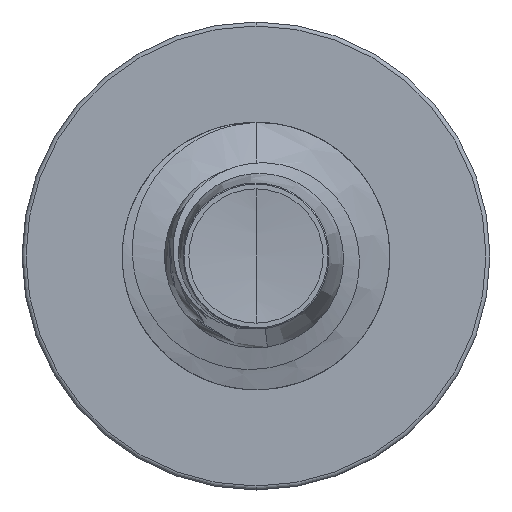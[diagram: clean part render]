
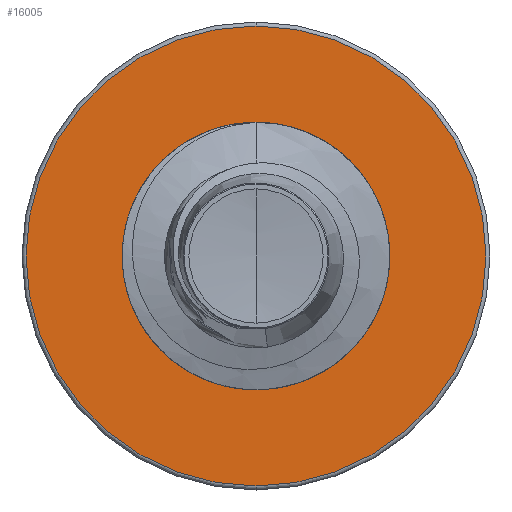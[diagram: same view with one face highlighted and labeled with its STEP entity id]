
A CAD part, front view. The second image highlights one B-rep face of the part: STEP entity #16005.
In plain terms, the highlighted planar face has unit normal (0, -1, 0).
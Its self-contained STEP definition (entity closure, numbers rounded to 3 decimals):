
#2515 = CARTESIAN_POINT ( 'NONE',  ( 0., 25., -3.44 ) ) ;
#3241 = CARTESIAN_POINT ( 'NONE',  ( 0., 25., -1.989 ) ) ;
#3308 = CARTESIAN_POINT ( 'NONE',  ( 0., 25., 1.989 ) ) ;
#4626 = DIRECTION ( 'NONE',  ( 0., 0., 1. ) ) ;
#4633 = DIRECTION ( 'NONE',  ( 0., 1., 0. ) ) ;
#4664 = CARTESIAN_POINT ( 'NONE',  ( 0., 25., 0. ) ) ;
#5858 = DIRECTION ( 'NONE',  ( 0., 0., 1. ) ) ;
#5882 = EDGE_LOOP ( 'NONE', ( #19271, #23819 ) ) ;
#5900 = DIRECTION ( 'NONE',  ( 0., 1., 0. ) ) ;
#5908 = CARTESIAN_POINT ( 'NONE',  ( 0., 25., 0. ) ) ;
#6604 = ORIENTED_EDGE ( 'NONE', *, *, #19376, .F. ) ;
#8287 = AXIS2_PLACEMENT_3D ( 'NONE', #4664, #4633, #4626 ) ;
#11299 = VERTEX_POINT ( 'NONE', #3241 ) ;
#11619 = AXIS2_PLACEMENT_3D ( 'NONE', #16886, #16727, #16705 ) ;
#11658 = VERTEX_POINT ( 'NONE', #2515 ) ;
#13033 = CIRCLE ( 'NONE', #8287, 3.44 ) ;
#13599 = ORIENTED_EDGE ( 'NONE', *, *, #26494, .F. ) ;
#14795 = DIRECTION ( 'NONE',  ( 0., 0., 1. ) ) ;
#14828 = DIRECTION ( 'NONE',  ( 0., 1., 0. ) ) ;
#14864 = CARTESIAN_POINT ( 'NONE',  ( 0., 25., 0. ) ) ;
#15038 = EDGE_CURVE ( 'NONE', #11299, #19832, #24414, .T. ) ;
#16005 = ADVANCED_FACE ( 'NONE', ( #18244, #22908 ), #16759, .F. ) ;
#16705 = DIRECTION ( 'NONE',  ( 0., 0., 1. ) ) ;
#16727 = DIRECTION ( 'NONE',  ( 0., 1., 0. ) ) ;
#16759 = PLANE ( 'NONE',  #11619 ) ;
#16886 = CARTESIAN_POINT ( 'NONE',  ( 0., 25., -1.989 ) ) ;
#18244 = FACE_OUTER_BOUND ( 'NONE', #25895, .T. ) ;
#18568 = DIRECTION ( 'NONE',  ( 0., 0., 1. ) ) ;
#18574 = DIRECTION ( 'NONE',  ( 0., 1., 0. ) ) ;
#18594 = CARTESIAN_POINT ( 'NONE',  ( 0., 25., 0. ) ) ;
#19069 = EDGE_CURVE ( 'NONE', #19832, #11299, #21106, .T. ) ;
#19253 = CARTESIAN_POINT ( 'NONE',  ( 0., 25., 3.44 ) ) ;
#19271 = ORIENTED_EDGE ( 'NONE', *, *, #19069, .T. ) ;
#19376 = EDGE_CURVE ( 'NONE', #24102, #11658, #13033, .T. ) ;
#19832 = VERTEX_POINT ( 'NONE', #3308 ) ;
#20248 = CIRCLE ( 'NONE', #26166, 3.44 ) ;
#21106 = CIRCLE ( 'NONE', #24901, 1.989 ) ;
#22900 = AXIS2_PLACEMENT_3D ( 'NONE', #18594, #18574, #18568 ) ;
#22908 = FACE_BOUND ( 'NONE', #5882, .T. ) ;
#23819 = ORIENTED_EDGE ( 'NONE', *, *, #15038, .T. ) ;
#24102 = VERTEX_POINT ( 'NONE', #19253 ) ;
#24414 = CIRCLE ( 'NONE', #22900, 1.989 ) ;
#24901 = AXIS2_PLACEMENT_3D ( 'NONE', #5908, #5900, #5858 ) ;
#25895 = EDGE_LOOP ( 'NONE', ( #6604, #13599 ) ) ;
#26166 = AXIS2_PLACEMENT_3D ( 'NONE', #14864, #14828, #14795 ) ;
#26494 = EDGE_CURVE ( 'NONE', #11658, #24102, #20248, .T. ) ;
